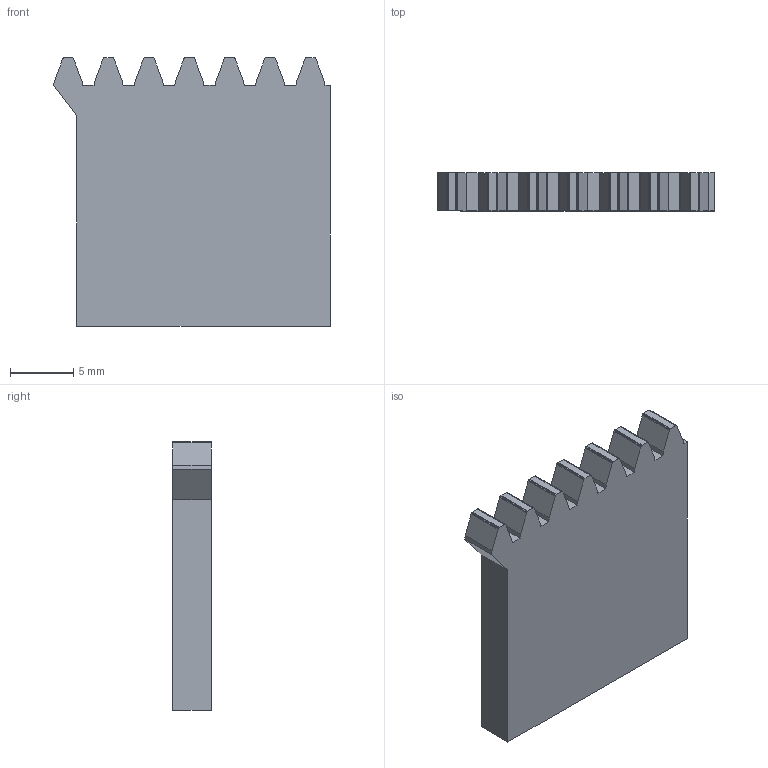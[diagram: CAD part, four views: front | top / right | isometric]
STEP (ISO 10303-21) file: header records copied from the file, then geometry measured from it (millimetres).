
FILE_DESCRIPTION(('STEP AP242'), '1');
FILE_NAME('Äåòàëüò', '', ('UNSPECIFIED'), ('UNSPECIFIED'), 'C3D Converter', 'C3D Toolkit', '');
FILE_SCHEMA(('AP242_MANAGED_MODEL_BASED_3D_ENGINEERING_MIM_LF { 1 0 10303 442 1 1 4 }'));
Length unit declared in the file: millimetre
Bounding box: 21.82 x 3 x 21.19 mm (x, y, z)
Volume: 1219.9 mm3; surface area: 1119.2 mm2
Topology: 1 solids, 1 shells, 104 faces, 306 edges, 204 vertices
Faces by surface type: plane 104
Entity records: 3430 total; most frequent: CARTESIAN_POINT 615, ORIENTED_EDGE 612, DIRECTION 516, EDGE_CURVE 306, LINE 306, VECTOR 306, VERTEX_POINT 204, AXIS2_PLACEMENT_3D 105
